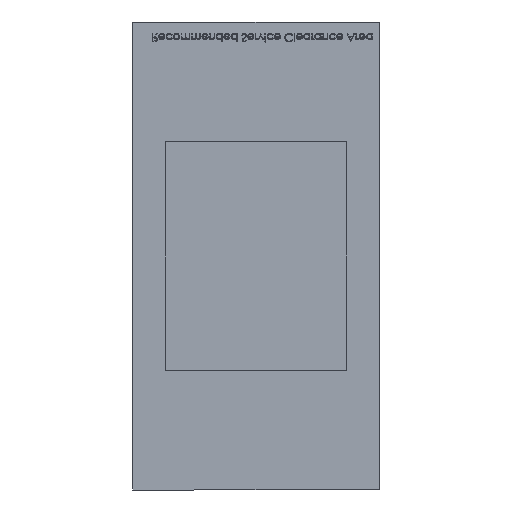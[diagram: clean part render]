
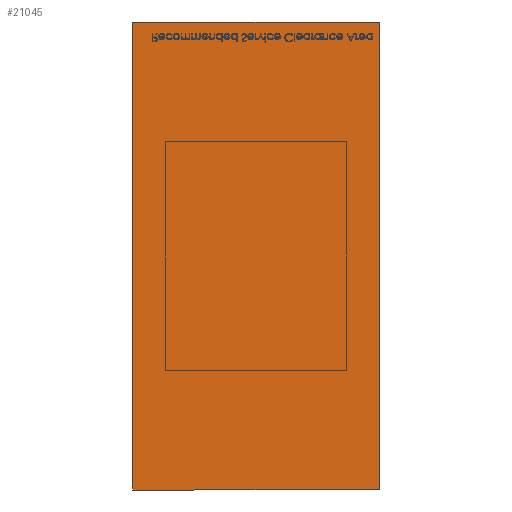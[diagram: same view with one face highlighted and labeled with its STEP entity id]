
A CAD part, front view. The second image highlights one B-rep face of the part: STEP entity #21045.
In plain terms, the highlighted planar face has unit normal (0, -1, 0).
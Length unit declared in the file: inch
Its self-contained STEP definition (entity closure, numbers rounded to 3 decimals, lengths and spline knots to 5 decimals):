
#184 = AXIS2_PLACEMENT_3D ( 'NONE', #9893, #9364, #1228 ) ;
#1228 = DIRECTION ( 'NONE',  ( 0., 0., -1. ) ) ;
#1443 = CARTESIAN_POINT ( 'NONE',  ( 22.65, -5.25, -43. ) ) ;
#3939 = LINE ( 'NONE', #40852, #46774 ) ;
#4287 = CARTESIAN_POINT ( 'NONE',  ( -22.65, -5.25, 43. ) ) ;
#7112 = ORIENTED_EDGE ( 'NONE', *, *, #45606, .T. ) ;
#8329 = ORIENTED_EDGE ( 'NONE', *, *, #34431, .T. ) ;
#9208 = VERTEX_POINT ( 'NONE', #4287 ) ;
#9364 = DIRECTION ( 'NONE',  ( 0., -1., 0. ) ) ;
#9893 = CARTESIAN_POINT ( 'NONE',  ( 0., -5.25, 0. ) ) ;
#10872 = DIRECTION ( 'NONE',  ( -1., 0., 0. ) ) ;
#11243 = DIRECTION ( 'NONE',  ( 0., 0., 1. ) ) ;
#13795 = ORIENTED_EDGE ( 'NONE', *, *, #43759, .T. ) ;
#16408 = ORIENTED_EDGE ( 'NONE', *, *, #35417, .T. ) ;
#16414 = VERTEX_POINT ( 'NONE', #51924 ) ;
#20293 = VERTEX_POINT ( 'NONE', #37048 ) ;
#20471 = CARTESIAN_POINT ( 'NONE',  ( 22.65, -5.25, -43. ) ) ;
#21045 = ADVANCED_FACE ( 'NONE', ( #34683 ), #30811, .T. ) ;
#22095 = DIRECTION ( 'NONE',  ( 1., 0., 0. ) ) ;
#27232 = CARTESIAN_POINT ( 'NONE',  ( 22.65, -5.25, 43. ) ) ;
#27987 = CARTESIAN_POINT ( 'NONE',  ( -22.65, -5.25, -43. ) ) ;
#29740 = VECTOR ( 'NONE', #22095, 39.37008 ) ;
#30811 = PLANE ( 'NONE',  #184 ) ;
#34431 = EDGE_CURVE ( 'NONE', #16414, #9208, #40561, .T. ) ;
#34683 = FACE_OUTER_BOUND ( 'NONE', #48670, .T. ) ;
#35417 = EDGE_CURVE ( 'NONE', #20293, #37142, #39466, .T. ) ;
#37048 = CARTESIAN_POINT ( 'NONE',  ( -22.65, -5.25, -43. ) ) ;
#37142 = VERTEX_POINT ( 'NONE', #20471 ) ;
#39466 = LINE ( 'NONE', #1443, #29740 ) ;
#40561 = LINE ( 'NONE', #27232, #48365 ) ;
#40852 = CARTESIAN_POINT ( 'NONE',  ( 22.65, -5.25, -43. ) ) ;
#40912 = VECTOR ( 'NONE', #48845, 39.37008 ) ;
#43759 = EDGE_CURVE ( 'NONE', #37142, #16414, #3939, .T. ) ;
#45435 = LINE ( 'NONE', #27987, #40912 ) ;
#45606 = EDGE_CURVE ( 'NONE', #9208, #20293, #45435, .T. ) ;
#46774 = VECTOR ( 'NONE', #11243, 39.37008 ) ;
#48365 = VECTOR ( 'NONE', #10872, 39.37008 ) ;
#48670 = EDGE_LOOP ( 'NONE', ( #7112, #16408, #13795, #8329 ) ) ;
#48845 = DIRECTION ( 'NONE',  ( 0., 0., -1. ) ) ;
#51924 = CARTESIAN_POINT ( 'NONE',  ( 22.65, -5.25, 43. ) ) ;
